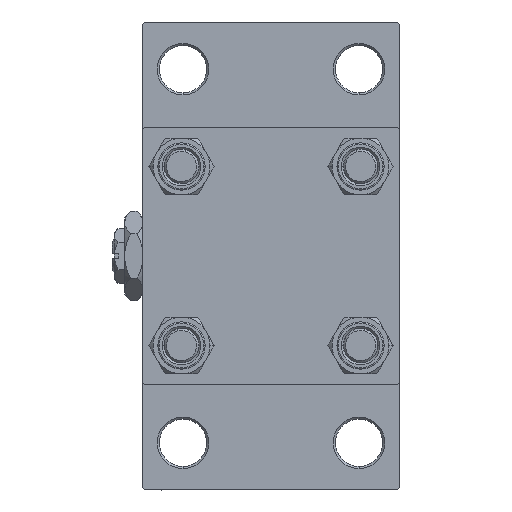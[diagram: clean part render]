
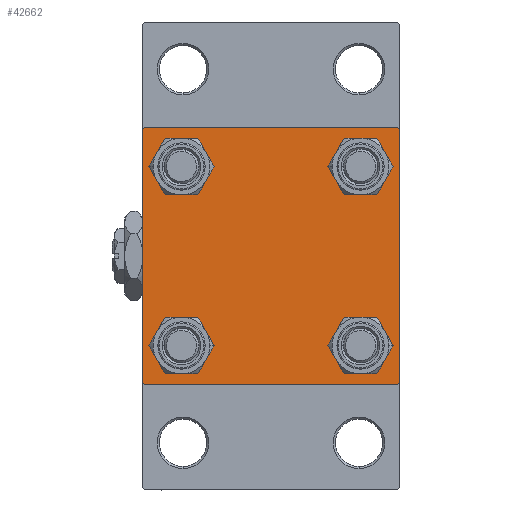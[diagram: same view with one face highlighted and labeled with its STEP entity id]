
A CAD part, left-side view. The second image highlights one B-rep face of the part: STEP entity #42662.
In plain terms, the highlighted planar face has unit normal (-1, 0, 0).
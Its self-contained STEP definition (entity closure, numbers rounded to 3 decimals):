
#360 = CIRCLE ( 'NONE', #26409, 4.5 ) ;
#921 = DIRECTION ( 'NONE',  ( 1., 0., 0. ) ) ;
#958 = DIRECTION ( 'NONE',  ( 0., 0., 1. ) ) ;
#1539 = CARTESIAN_POINT ( 'NONE',  ( 0., 30., 30. ) ) ;
#1792 = VECTOR ( 'NONE', #29518, 1000. ) ;
#2222 = CARTESIAN_POINT ( 'NONE',  ( 0., 29.5, -30. ) ) ;
#2440 = DIRECTION ( 'NONE',  ( 0., 0., -1. ) ) ;
#2517 = EDGE_CURVE ( 'NONE', #48583, #23359, #20873, .T. ) ;
#2596 = CARTESIAN_POINT ( 'NONE',  ( 0., 20.85, -20.85 ) ) ;
#2728 = DIRECTION ( 'NONE',  ( 1., 0., 0. ) ) ;
#3522 = EDGE_CURVE ( 'NONE', #6188, #16676, #8558, .T. ) ;
#3834 = VECTOR ( 'NONE', #39900, 1000. ) ;
#4104 = CARTESIAN_POINT ( 'NONE',  ( 0., 20.85, 25.35 ) ) ;
#4620 = VECTOR ( 'NONE', #13912, 1000. ) ;
#4636 = LINE ( 'NONE', #12021, #51537 ) ;
#4917 = CARTESIAN_POINT ( 'NONE',  ( 0., 0., 0. ) ) ;
#5274 = EDGE_LOOP ( 'NONE', ( #13684, #25088 ) ) ;
#5370 = CARTESIAN_POINT ( 'NONE',  ( 0., 20.85, 20.85 ) ) ;
#6188 = VERTEX_POINT ( 'NONE', #39566 ) ;
#6405 = LINE ( 'NONE', #46450, #9689 ) ;
#7029 = CARTESIAN_POINT ( 'NONE',  ( 0., 20.85, -25.35 ) ) ;
#7361 = ORIENTED_EDGE ( 'NONE', *, *, #2517, .T. ) ;
#7701 = DIRECTION ( 'NONE',  ( 0., 0., 1. ) ) ;
#8558 = CIRCLE ( 'NONE', #38867, 4.5 ) ;
#8563 = DIRECTION ( 'NONE',  ( 0., 0., 1. ) ) ;
#8564 = VERTEX_POINT ( 'NONE', #34876 ) ;
#9689 = VECTOR ( 'NONE', #2440, 1000. ) ;
#11271 = ORIENTED_EDGE ( 'NONE', *, *, #28279, .T. ) ;
#11334 = DIRECTION ( 'NONE',  ( 0., 0., 1. ) ) ;
#11466 = EDGE_CURVE ( 'NONE', #23856, #32996, #360, .T. ) ;
#11916 = DIRECTION ( 'NONE',  ( 1., 0., 0. ) ) ;
#12021 = CARTESIAN_POINT ( 'NONE',  ( 0., -29.75, 29.75 ) ) ;
#12098 = CIRCLE ( 'NONE', #27237, 4.5 ) ;
#12492 = LINE ( 'NONE', #28539, #48468 ) ;
#13392 = VERTEX_POINT ( 'NONE', #7029 ) ;
#13513 = CARTESIAN_POINT ( 'NONE',  ( 0., -30., -29.5 ) ) ;
#13525 = CARTESIAN_POINT ( 'NONE',  ( 0., -30., 29.5 ) ) ;
#13684 = ORIENTED_EDGE ( 'NONE', *, *, #3522, .T. ) ;
#13912 = DIRECTION ( 'NONE',  ( 0., -1., 0. ) ) ;
#13936 = ORIENTED_EDGE ( 'NONE', *, *, #50592, .T. ) ;
#14046 = CARTESIAN_POINT ( 'NONE',  ( 0., 30., 29.5 ) ) ;
#14420 = CARTESIAN_POINT ( 'NONE',  ( 0., 29.75, 29.75 ) ) ;
#14599 = EDGE_LOOP ( 'NONE', ( #13936, #50635, #44462, #7361, #43690, #31724, #48103, #45495 ) ) ;
#15206 = EDGE_CURVE ( 'NONE', #29780, #13392, #47882, .T. ) ;
#16615 = VERTEX_POINT ( 'NONE', #4104 ) ;
#16676 = VERTEX_POINT ( 'NONE', #36225 ) ;
#16995 = EDGE_LOOP ( 'NONE', ( #21836, #46361 ) ) ;
#17036 = CARTESIAN_POINT ( 'NONE',  ( 0., -20.85, -20.85 ) ) ;
#17231 = CIRCLE ( 'NONE', #30702, 4.5 ) ;
#18176 = CARTESIAN_POINT ( 'NONE',  ( 0., -29.5, -30. ) ) ;
#18793 = DIRECTION ( 'NONE',  ( 0., 0., 1. ) ) ;
#19401 = LINE ( 'NONE', #47623, #33798 ) ;
#20556 = EDGE_LOOP ( 'NONE', ( #45954, #46163 ) ) ;
#20727 = CARTESIAN_POINT ( 'NONE',  ( 0., 30., -29.5 ) ) ;
#20873 = LINE ( 'NONE', #41405, #1792 ) ;
#21172 = AXIS2_PLACEMENT_3D ( 'NONE', #4917, #37037, #958 ) ;
#21446 = DIRECTION ( 'NONE',  ( 0., 0., 1. ) ) ;
#21664 = EDGE_CURVE ( 'NONE', #38362, #48583, #19401, .T. ) ;
#21694 = DIRECTION ( 'NONE',  ( 1., 0., 0. ) ) ;
#21818 = EDGE_CURVE ( 'NONE', #27916, #8564, #4636, .T. ) ;
#21836 = ORIENTED_EDGE ( 'NONE', *, *, #27905, .T. ) ;
#22950 = EDGE_CURVE ( 'NONE', #36291, #46274, #38399, .T. ) ;
#23023 = CARTESIAN_POINT ( 'NONE',  ( 0., -20.85, -20.85 ) ) ;
#23359 = VERTEX_POINT ( 'NONE', #13513 ) ;
#23461 = DIRECTION ( 'NONE',  ( 1., 0., 0. ) ) ;
#23856 = VERTEX_POINT ( 'NONE', #47912 ) ;
#24682 = AXIS2_PLACEMENT_3D ( 'NONE', #5370, #21694, #21446 ) ;
#24934 = FACE_OUTER_BOUND ( 'NONE', #14599, .T. ) ;
#25088 = ORIENTED_EDGE ( 'NONE', *, *, #50134, .T. ) ;
#26409 = AXIS2_PLACEMENT_3D ( 'NONE', #37265, #921, #8563 ) ;
#27237 = AXIS2_PLACEMENT_3D ( 'NONE', #31350, #23461, #11334 ) ;
#27905 = EDGE_CURVE ( 'NONE', #16615, #35453, #34751, .T. ) ;
#27916 = VERTEX_POINT ( 'NONE', #13525 ) ;
#28011 = EDGE_CURVE ( 'NONE', #32996, #23856, #41502, .T. ) ;
#28279 = EDGE_CURVE ( 'NONE', #13392, #29780, #12098, .T. ) ;
#28539 = CARTESIAN_POINT ( 'NONE',  ( 0., -30., 30. ) ) ;
#28616 = FACE_BOUND ( 'NONE', #20556, .T. ) ;
#28883 = FACE_BOUND ( 'NONE', #33812, .T. ) ;
#29518 = DIRECTION ( 'NONE',  ( 0., -0.707, 0.707 ) ) ;
#29780 = VERTEX_POINT ( 'NONE', #31032 ) ;
#30473 = DIRECTION ( 'NONE',  ( 0., 0.707, -0.707 ) ) ;
#30576 = DIRECTION ( 'NONE',  ( 1., 0., 0. ) ) ;
#30702 = AXIS2_PLACEMENT_3D ( 'NONE', #17036, #44189, #32315 ) ;
#31032 = CARTESIAN_POINT ( 'NONE',  ( 0., 20.85, -16.35 ) ) ;
#31276 = CIRCLE ( 'NONE', #38040, 4.5 ) ;
#31350 = CARTESIAN_POINT ( 'NONE',  ( 0., 20.85, -20.85 ) ) ;
#31724 = ORIENTED_EDGE ( 'NONE', *, *, #21818, .T. ) ;
#32315 = DIRECTION ( 'NONE',  ( 0., 0., 1. ) ) ;
#32996 = VERTEX_POINT ( 'NONE', #39638 ) ;
#33798 = VECTOR ( 'NONE', #43648, 1000. ) ;
#33812 = EDGE_LOOP ( 'NONE', ( #46734, #11271 ) ) ;
#34519 = DIRECTION ( 'NONE',  ( 0., 0., 1. ) ) ;
#34751 = CIRCLE ( 'NONE', #24682, 4.5 ) ;
#34876 = CARTESIAN_POINT ( 'NONE',  ( 0., -29.5, 30. ) ) ;
#35453 = VERTEX_POINT ( 'NONE', #46004 ) ;
#36225 = CARTESIAN_POINT ( 'NONE',  ( 0., -20.85, -25.35 ) ) ;
#36291 = VERTEX_POINT ( 'NONE', #44264 ) ;
#37037 = DIRECTION ( 'NONE',  ( -1., 0., 0. ) ) ;
#37265 = CARTESIAN_POINT ( 'NONE',  ( 0., -20.85, 20.85 ) ) ;
#38040 = AXIS2_PLACEMENT_3D ( 'NONE', #46932, #30576, #34519 ) ;
#38095 = AXIS2_PLACEMENT_3D ( 'NONE', #47773, #11916, #7701 ) ;
#38362 = VERTEX_POINT ( 'NONE', #2222 ) ;
#38399 = LINE ( 'NONE', #14420, #47349 ) ;
#38435 = DIRECTION ( 'NONE',  ( 0., 0., 1. ) ) ;
#38867 = AXIS2_PLACEMENT_3D ( 'NONE', #23023, #2728, #18793 ) ;
#39475 = DIRECTION ( 'NONE',  ( 1., 0., 0. ) ) ;
#39566 = CARTESIAN_POINT ( 'NONE',  ( 0., -20.85, -16.35 ) ) ;
#39638 = CARTESIAN_POINT ( 'NONE',  ( 0., -20.85, 25.35 ) ) ;
#39900 = DIRECTION ( 'NONE',  ( 0., -0.707, -0.707 ) ) ;
#40153 = LINE ( 'NONE', #40398, #3834 ) ;
#40205 = DIRECTION ( 'NONE',  ( 0., 0.707, 0.707 ) ) ;
#40398 = CARTESIAN_POINT ( 'NONE',  ( 0., 29.75, -29.75 ) ) ;
#41013 = PLANE ( 'NONE',  #21172 ) ;
#41405 = CARTESIAN_POINT ( 'NONE',  ( 0., -29.75, -29.75 ) ) ;
#41502 = CIRCLE ( 'NONE', #38095, 4.5 ) ;
#42662 = ADVANCED_FACE ( 'NONE', ( #28616, #44709, #28883, #44976, #24934 ), #41013, .T. ) ;
#43648 = DIRECTION ( 'NONE',  ( 0., -1., 0. ) ) ;
#43690 = ORIENTED_EDGE ( 'NONE', *, *, #51215, .F. ) ;
#44184 = EDGE_CURVE ( 'NONE', #35453, #16615, #31276, .T. ) ;
#44189 = DIRECTION ( 'NONE',  ( 1., 0., 0. ) ) ;
#44264 = CARTESIAN_POINT ( 'NONE',  ( 0., 29.5, 30. ) ) ;
#44462 = ORIENTED_EDGE ( 'NONE', *, *, #21664, .T. ) ;
#44709 = FACE_BOUND ( 'NONE', #5274, .T. ) ;
#44976 = FACE_BOUND ( 'NONE', #16995, .T. ) ;
#45495 = ORIENTED_EDGE ( 'NONE', *, *, #22950, .T. ) ;
#45954 = ORIENTED_EDGE ( 'NONE', *, *, #28011, .T. ) ;
#46004 = CARTESIAN_POINT ( 'NONE',  ( 0., 20.85, 16.35 ) ) ;
#46065 = LINE ( 'NONE', #1539, #4620 ) ;
#46163 = ORIENTED_EDGE ( 'NONE', *, *, #11466, .T. ) ;
#46274 = VERTEX_POINT ( 'NONE', #14046 ) ;
#46361 = ORIENTED_EDGE ( 'NONE', *, *, #44184, .T. ) ;
#46450 = CARTESIAN_POINT ( 'NONE',  ( 0., 30., 30. ) ) ;
#46734 = ORIENTED_EDGE ( 'NONE', *, *, #15206, .T. ) ;
#46932 = CARTESIAN_POINT ( 'NONE',  ( 0., 20.85, 20.85 ) ) ;
#47349 = VECTOR ( 'NONE', #30473, 1000. ) ;
#47623 = CARTESIAN_POINT ( 'NONE',  ( 0., 30., -30. ) ) ;
#47773 = CARTESIAN_POINT ( 'NONE',  ( 0., -20.85, 20.85 ) ) ;
#47882 = CIRCLE ( 'NONE', #49584, 4.5 ) ;
#47912 = CARTESIAN_POINT ( 'NONE',  ( 0., -20.85, 16.35 ) ) ;
#48013 = VERTEX_POINT ( 'NONE', #20727 ) ;
#48103 = ORIENTED_EDGE ( 'NONE', *, *, #49871, .F. ) ;
#48468 = VECTOR ( 'NONE', #51788, 1000. ) ;
#48583 = VERTEX_POINT ( 'NONE', #18176 ) ;
#49584 = AXIS2_PLACEMENT_3D ( 'NONE', #2596, #39475, #38435 ) ;
#49871 = EDGE_CURVE ( 'NONE', #36291, #8564, #46065, .T. ) ;
#50134 = EDGE_CURVE ( 'NONE', #16676, #6188, #17231, .T. ) ;
#50592 = EDGE_CURVE ( 'NONE', #46274, #48013, #6405, .T. ) ;
#50635 = ORIENTED_EDGE ( 'NONE', *, *, #51151, .T. ) ;
#51151 = EDGE_CURVE ( 'NONE', #48013, #38362, #40153, .T. ) ;
#51215 = EDGE_CURVE ( 'NONE', #27916, #23359, #12492, .T. ) ;
#51537 = VECTOR ( 'NONE', #40205, 1000. ) ;
#51788 = DIRECTION ( 'NONE',  ( 0., 0., -1. ) ) ;
